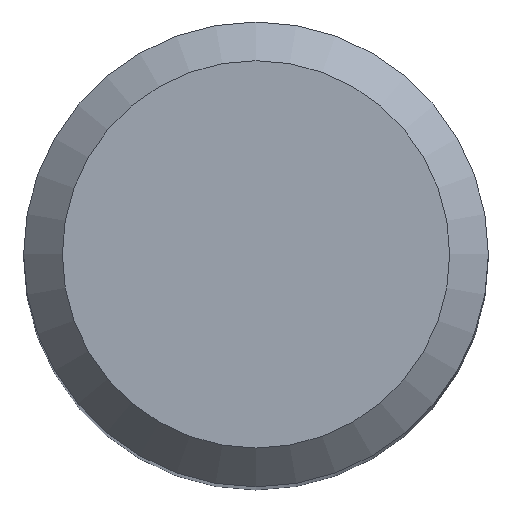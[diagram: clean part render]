
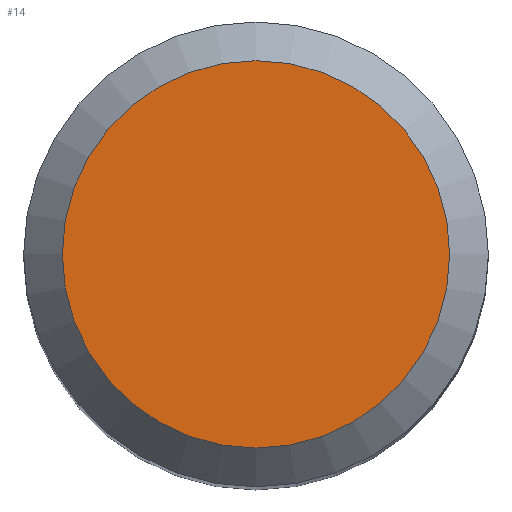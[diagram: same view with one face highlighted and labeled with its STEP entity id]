
A CAD part, top view. The second image highlights one B-rep face of the part: STEP entity #14.
In plain terms, the highlighted planar face has unit normal (0, 0, 1).
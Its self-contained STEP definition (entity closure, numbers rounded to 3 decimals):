
#1 = EDGE_CURVE ( 'NONE', #63, #63, #114, .T. ) ;
#14 = ADVANCED_FACE ( 'NONE', ( #140 ), #16, .F. ) ;
#16 = PLANE ( 'NONE',  #42 ) ;
#29 = EDGE_LOOP ( 'NONE', ( #213 ) ) ;
#42 = AXIS2_PLACEMENT_3D ( 'NONE', #121, #100, #143 ) ;
#55 = DIRECTION ( 'NONE',  ( 0., 0., -1. ) ) ;
#63 = VERTEX_POINT ( 'NONE', #108 ) ;
#100 = DIRECTION ( 'NONE',  ( 0., 0., -1. ) ) ;
#102 = DIRECTION ( 'NONE',  ( 0., 1., 0. ) ) ;
#108 = CARTESIAN_POINT ( 'NONE',  ( 0., 5., 102. ) ) ;
#114 = CIRCLE ( 'NONE', #250, 5. ) ;
#121 = CARTESIAN_POINT ( 'NONE',  ( 0., 0., 102. ) ) ;
#140 = FACE_OUTER_BOUND ( 'NONE', #29, .T. ) ;
#143 = DIRECTION ( 'NONE',  ( 0., 1., 0. ) ) ;
#213 = ORIENTED_EDGE ( 'NONE', *, *, #1, .F. ) ;
#214 = CARTESIAN_POINT ( 'NONE',  ( 0., 0., 102. ) ) ;
#250 = AXIS2_PLACEMENT_3D ( 'NONE', #214, #55, #102 ) ;
